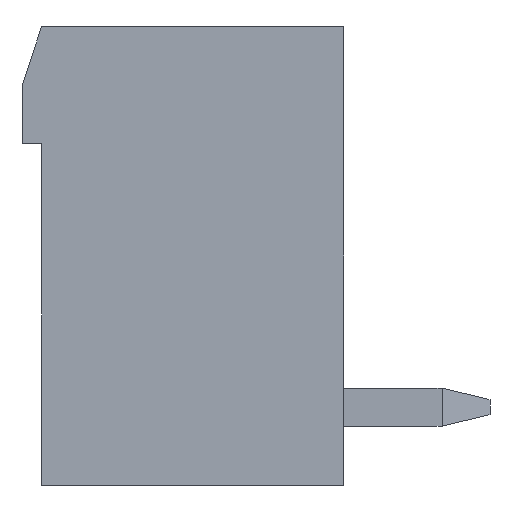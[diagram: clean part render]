
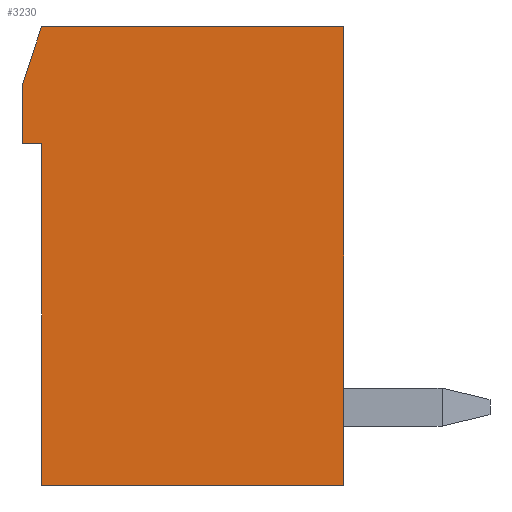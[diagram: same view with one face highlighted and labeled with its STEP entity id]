
A CAD part, left-side view. The second image highlights one B-rep face of the part: STEP entity #3230.
In plain terms, the highlighted planar face has unit normal (-1, 0, 0).
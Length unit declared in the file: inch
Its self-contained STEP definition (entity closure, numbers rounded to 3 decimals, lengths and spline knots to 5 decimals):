
#1=DIRECTION('',(0.,0.,-1.));
#2=VECTOR('',#1,0.47);
#3=CARTESIAN_POINT('',(-0.4395,0.,0.47));
#4=LINE('',#3,#2);
#5=DIRECTION('',(0.,1.,0.));
#6=VECTOR('',#5,0.31);
#7=CARTESIAN_POINT('',(-0.4395,0.,0.));
#8=LINE('',#7,#6);
#9=DIRECTION('',(0.,0.,1.));
#10=VECTOR('',#9,0.35);
#11=CARTESIAN_POINT('',(-0.4395,0.31,0.));
#12=LINE('',#11,#10);
#13=DIRECTION('',(0.,1.,0.));
#14=VECTOR('',#13,0.02);
#15=CARTESIAN_POINT('',(-0.4395,0.31,0.35));
#16=LINE('',#15,#14);
#17=DIRECTION('',(0.,0.,1.));
#18=VECTOR('',#17,0.06);
#19=CARTESIAN_POINT('',(-0.4395,0.33,0.35));
#20=LINE('',#19,#18);
#21=DIRECTION('',(0.,-0.316,0.949));
#22=VECTOR('',#21,0.06325);
#23=CARTESIAN_POINT('',(-0.4395,0.33,0.41));
#24=LINE('',#23,#22);
#25=DIRECTION('',(0.,-1.,0.));
#26=VECTOR('',#25,0.31);
#27=CARTESIAN_POINT('',(-0.4395,0.31,0.47));
#28=LINE('',#27,#26);
#2465=CARTESIAN_POINT('',(-0.4395,0.,0.47));
#2466=CARTESIAN_POINT('',(-0.4395,0.,0.));
#2467=VERTEX_POINT('',#2465);
#2468=VERTEX_POINT('',#2466);
#2469=CARTESIAN_POINT('',(-0.4395,0.31,0.));
#2470=VERTEX_POINT('',#2469);
#2471=CARTESIAN_POINT('',(-0.4395,0.31,0.35));
#2472=CARTESIAN_POINT('',(-0.4395,0.33,0.35));
#2473=VERTEX_POINT('',#2471);
#2474=VERTEX_POINT('',#2472);
#2475=CARTESIAN_POINT('',(-0.4395,0.33,0.41));
#2476=VERTEX_POINT('',#2475);
#2477=CARTESIAN_POINT('',(-0.4395,0.31,0.47));
#2478=VERTEX_POINT('',#2477);
#3209=CARTESIAN_POINT('',(-0.4395,0.,0.));
#3210=DIRECTION('',(1.,0.,0.));
#3211=DIRECTION('',(0.,0.,-1.));
#3212=AXIS2_PLACEMENT_3D('',#3209,#3210,#3211);
#3213=PLANE('',#3212);
#3215=ORIENTED_EDGE('',*,*,#3214,.T.);
#3217=ORIENTED_EDGE('',*,*,#3216,.T.);
#3219=ORIENTED_EDGE('',*,*,#3218,.T.);
#3221=ORIENTED_EDGE('',*,*,#3220,.T.);
#3223=ORIENTED_EDGE('',*,*,#3222,.T.);
#3225=ORIENTED_EDGE('',*,*,#3224,.T.);
#3227=ORIENTED_EDGE('',*,*,#3226,.T.);
#3228=EDGE_LOOP('',(#3215,#3217,#3219,#3221,#3223,#3225,#3227));
#3229=FACE_OUTER_BOUND('',#3228,.F.);
#3230=ADVANCED_FACE('',(#3229),#3213,.F.);
#3214=EDGE_CURVE('',#2467,#2468,#4,.T.);
#3216=EDGE_CURVE('',#2468,#2470,#8,.T.);
#3218=EDGE_CURVE('',#2470,#2473,#12,.T.);
#3220=EDGE_CURVE('',#2473,#2474,#16,.T.);
#3222=EDGE_CURVE('',#2474,#2476,#20,.T.);
#3224=EDGE_CURVE('',#2476,#2478,#24,.T.);
#3226=EDGE_CURVE('',#2478,#2467,#28,.T.);
